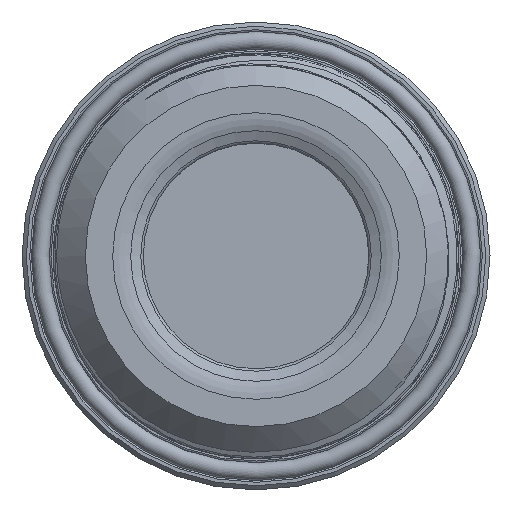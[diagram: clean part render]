
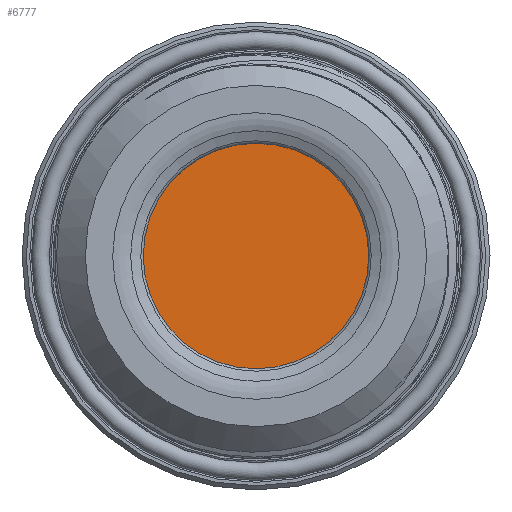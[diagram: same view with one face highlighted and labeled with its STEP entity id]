
A CAD part, left-side view. The second image highlights one B-rep face of the part: STEP entity #6777.
In plain terms, the highlighted face is planar.
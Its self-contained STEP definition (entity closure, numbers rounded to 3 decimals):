
#1726=PLANE('',#7308);
#1827=FACE_OUTER_BOUND('',#2242,.T.);
#2242=EDGE_LOOP('',(#4894));
#2680=CIRCLE('',#7307,13.337);
#2885=VERTEX_POINT('',#14802);
#3659=EDGE_CURVE('',#2885,#2885,#2680,.T.);
#4894=ORIENTED_EDGE('',*,*,#3659,.T.);
#6777=ADVANCED_FACE('',(#1827),#1726,.T.);
#7307=AXIS2_PLACEMENT_3D('',#14804,#7813,#7814);
#7308=AXIS2_PLACEMENT_3D('',#14805,#7815,#7816);
#7813=DIRECTION('center_axis',(1.,0.,0.));
#7814=DIRECTION('ref_axis',(0.,0.,-1.));
#7815=DIRECTION('center_axis',(1.,0.,0.));
#7816=DIRECTION('ref_axis',(0.,0.,-1.));
#14802=CARTESIAN_POINT('',(19.717,-13.337,0.));
#14804=CARTESIAN_POINT('Origin',(19.717,0.,
0.));
#14805=CARTESIAN_POINT('Origin',(19.717,0.,0.));
